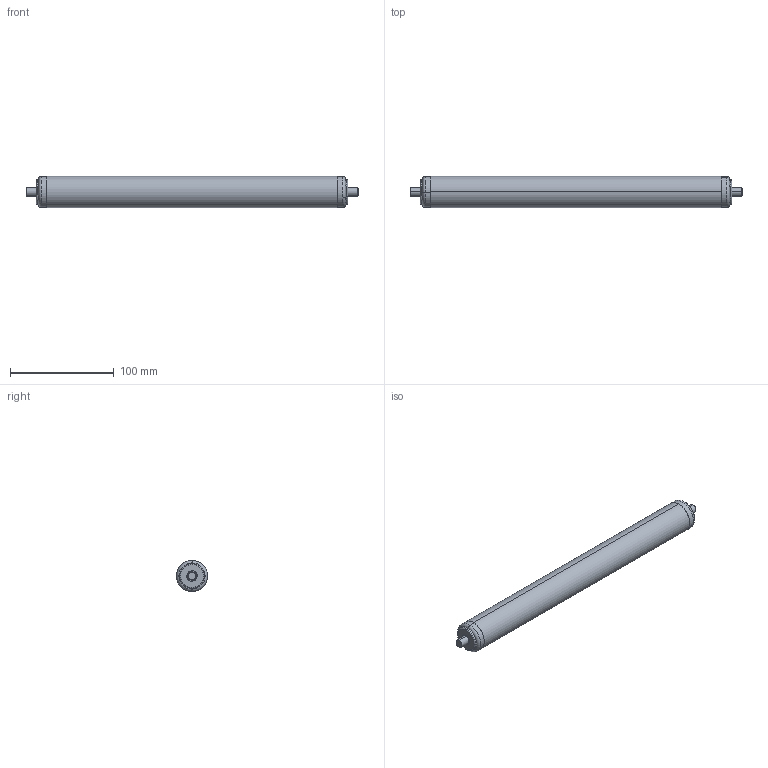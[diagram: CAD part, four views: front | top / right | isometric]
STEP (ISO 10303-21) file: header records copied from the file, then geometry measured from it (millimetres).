
FILE_DESCRIPTION (( 'STEP AP214' ), '1' );
FILE_NAME ('0034505.step', '2022-07-01T11:14:41', ( '' ), ( '' ), 'SwSTEP 2.0', 'SolidWorks 2020', '' );
FILE_SCHEMA (( 'AUTOMOTIVE_DESIGN' ));
Length unit declared in the file: millimetre
Products named in the file (1): 0034505
Bounding box: 320 x 30 x 30 mm (x, y, z)
Volume: 78524.3 mm3; surface area: 79248.7 mm2
Topology: 30 solids, 30 shells, 498 faces, 1388 edges, 898 vertices
Faces by surface type: plane 168, cylinder 120, sphere 120, torus 52, cone 36, bspline 2
Entity records: 25347 total; most frequent: CARTESIAN_POINT 7339, DIRECTION 2800, ORIENTED_EDGE 2444, AXIS2_PLACEMENT_3D 1233, EDGE_CURVE 1222, VERTEX_POINT 800, CIRCLE 736, EDGE_LOOP 534
